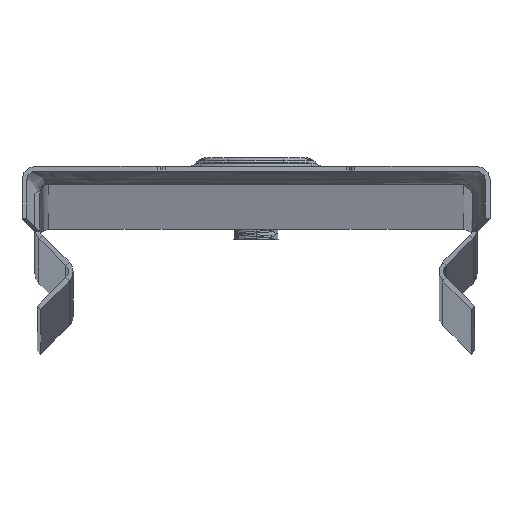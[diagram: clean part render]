
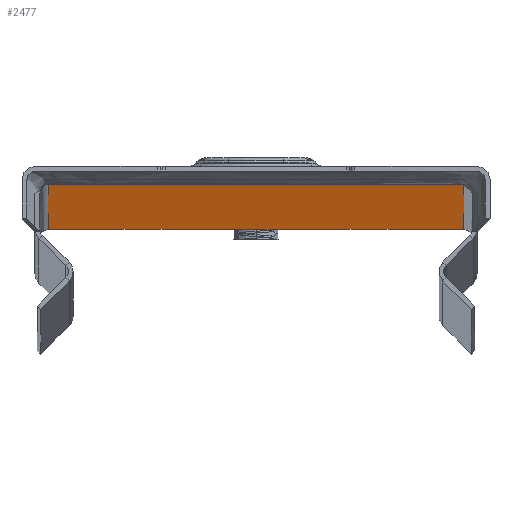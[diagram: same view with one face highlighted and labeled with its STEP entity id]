
A CAD part, top view. The second image highlights one B-rep face of the part: STEP entity #2477.
In plain terms, the highlighted planar face has unit normal (0, -1, 0).
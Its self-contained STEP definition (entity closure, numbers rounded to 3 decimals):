
#3 = CARTESIAN_POINT ( 'NONE',  ( -24., 0., -2969. ) ) ;
#273 = DIRECTION ( 'NONE',  ( 0., 0., 1. ) ) ;
#290 = CIRCLE ( 'NONE', #6036, 0.5 ) ;
#305 = CARTESIAN_POINT ( 'NONE',  ( -11.061, 0., -2968.854 ) ) ;
#325 = DIRECTION ( 'NONE',  ( -1., 0., 0. ) ) ;
#374 = DIRECTION ( 'NONE',  ( 1., 0., 0. ) ) ;
#408 = DIRECTION ( 'NONE',  ( 0., 1., 0. ) ) ;
#433 = CARTESIAN_POINT ( 'NONE',  ( 0., 0., -2955. ) ) ;
#434 = AXIS2_PLACEMENT_3D ( 'NONE', #2981, #7187, #3569 ) ;
#556 = EDGE_CURVE ( 'NONE', #5319, #2965, #7231, .T. ) ;
#612 = EDGE_CURVE ( 'NONE', #6545, #3882, #1923, .T. ) ;
#776 = AXIS2_PLACEMENT_3D ( 'NONE', #433, #408, #325 ) ;
#780 = CARTESIAN_POINT ( 'NONE',  ( -11.207, 0., -2969. ) ) ;
#826 = VECTOR ( 'NONE', #1752, 1000. ) ;
#912 = ORIENTED_EDGE ( 'NONE', *, *, #3859, .T. ) ;
#1030 = DIRECTION ( 'NONE',  ( 0., 1., 0. ) ) ;
#1093 = CARTESIAN_POINT ( 'NONE',  ( -24., 0., -2969. ) ) ;
#1125 = CARTESIAN_POINT ( 'NONE',  ( -11.414, 0., -2969. ) ) ;
#1226 = ORIENTED_EDGE ( 'NONE', *, *, #3649, .T. ) ;
#1243 = LINE ( 'NONE', #6986, #4532 ) ;
#1328 = CARTESIAN_POINT ( 'NONE',  ( 10.854, 0., -2968.646 ) ) ;
#1336 = ORIENTED_EDGE ( 'NONE', *, *, #2169, .T. ) ;
#1545 = CARTESIAN_POINT ( 'NONE',  ( -24., 0., 0. ) ) ;
#1610 = EDGE_CURVE ( 'NONE', #2965, #7763, #5051, .T. ) ;
#1642 = LINE ( 'NONE', #7320, #5315 ) ;
#1730 = DIRECTION ( 'NONE',  ( 0., 0., 1. ) ) ;
#1734 = CARTESIAN_POINT ( 'NONE',  ( 24., 0., 0. ) ) ;
#1752 = DIRECTION ( 'NONE',  ( 0., 0., 1. ) ) ;
#1923 = CIRCLE ( 'NONE', #6263, 7.3 ) ;
#2137 = VERTEX_POINT ( 'NONE', #1545 ) ;
#2147 = ORIENTED_EDGE ( 'NONE', *, *, #3877, .T. ) ;
#2169 = EDGE_CURVE ( 'NONE', #3882, #6545, #2355, .T. ) ;
#2209 = VERTEX_POINT ( 'NONE', #1734 ) ;
#2284 = ORIENTED_EDGE ( 'NONE', *, *, #1610, .T. ) ;
#2354 = CARTESIAN_POINT ( 'NONE',  ( 7.3, 0., -2955. ) ) ;
#2355 = CIRCLE ( 'NONE', #776, 7.3 ) ;
#2371 = CARTESIAN_POINT ( 'NONE',  ( -7.3, 0., -2955. ) ) ;
#2425 = CARTESIAN_POINT ( 'NONE',  ( 24., 0., -2969. ) ) ;
#2477 = ADVANCED_FACE ( 'NONE', ( #3191, #3108 ), #6556, .T. ) ;
#2494 = VERTEX_POINT ( 'NONE', #5685 ) ;
#2593 = ORIENTED_EDGE ( 'NONE', *, *, #6726, .T. ) ;
#2609 = ORIENTED_EDGE ( 'NONE', *, *, #5172, .T. ) ;
#2673 = ORIENTED_EDGE ( 'NONE', *, *, #3760, .T. ) ;
#2868 = VECTOR ( 'NONE', #3951, 1000. ) ;
#2965 = VERTEX_POINT ( 'NONE', #305 ) ;
#2981 = CARTESIAN_POINT ( 'NONE',  ( 11.414, 0., -2968.5 ) ) ;
#3108 = FACE_OUTER_BOUND ( 'NONE', #7675, .T. ) ;
#3191 = FACE_BOUND ( 'NONE', #4853, .T. ) ;
#3210 = VECTOR ( 'NONE', #7560, 1000. ) ;
#3339 = CARTESIAN_POINT ( 'NONE',  ( 25., 0., -2969. ) ) ;
#3569 = DIRECTION ( 'NONE',  ( 0., 0., -1. ) ) ;
#3649 = EDGE_CURVE ( 'NONE', #4394, #4211, #4239, .T. ) ;
#3760 = EDGE_CURVE ( 'NONE', #7763, #4394, #5087, .T. ) ;
#3778 = VERTEX_POINT ( 'NONE', #7648 ) ;
#3827 = EDGE_CURVE ( 'NONE', #6603, #2137, #6427, .T. ) ;
#3859 = EDGE_CURVE ( 'NONE', #3988, #2209, #4144, .T. ) ;
#3873 = DIRECTION ( 'NONE',  ( 0., 1., 0. ) ) ;
#3877 = EDGE_CURVE ( 'NONE', #3778, #2494, #4746, .T. ) ;
#3882 = VERTEX_POINT ( 'NONE', #2371 ) ;
#3951 = DIRECTION ( 'NONE',  ( 1., 0., 0. ) ) ;
#3988 = VERTEX_POINT ( 'NONE', #2425 ) ;
#4058 = VECTOR ( 'NONE', #1730, 1000. ) ;
#4144 = LINE ( 'NONE', #5365, #826 ) ;
#4211 = VERTEX_POINT ( 'NONE', #6183 ) ;
#4239 = LINE ( 'NONE', #7568, #2868 ) ;
#4244 = AXIS2_PLACEMENT_3D ( 'NONE', #6287, #6158, #6233 ) ;
#4394 = VERTEX_POINT ( 'NONE', #4576 ) ;
#4532 = VECTOR ( 'NONE', #374, 1000. ) ;
#4576 = CARTESIAN_POINT ( 'NONE',  ( -10.5, 0., -2968.5 ) ) ;
#4645 = CARTESIAN_POINT ( 'NONE',  ( -10.5, 0., -2969. ) ) ;
#4746 = CIRCLE ( 'NONE', #434, 0.5 ) ;
#4750 = ORIENTED_EDGE ( 'NONE', *, *, #5593, .T. ) ;
#4820 = LINE ( 'NONE', #3339, #3210 ) ;
#4853 = EDGE_LOOP ( 'NONE', ( #1336, #6329 ) ) ;
#4919 = DIRECTION ( 'NONE',  ( 0.707, 0., -0.707 ) ) ;
#4920 = CARTESIAN_POINT ( 'NONE',  ( 25., 0., -2969. ) ) ;
#4950 = EDGE_CURVE ( 'NONE', #7514, #3778, #1642, .T. ) ;
#5050 = CARTESIAN_POINT ( 'NONE',  ( -10.854, 0., -2968.646 ) ) ;
#5051 = LINE ( 'NONE', #780, #5820 ) ;
#5087 = CIRCLE ( 'NONE', #6822, 0.5 ) ;
#5172 = EDGE_CURVE ( 'NONE', #4211, #7514, #290, .T. ) ;
#5249 = DIRECTION ( 'NONE',  ( 0., 0., 1. ) ) ;
#5253 = ORIENTED_EDGE ( 'NONE', *, *, #3827, .F. ) ;
#5315 = VECTOR ( 'NONE', #4919, 1000. ) ;
#5319 = VERTEX_POINT ( 'NONE', #1125 ) ;
#5365 = CARTESIAN_POINT ( 'NONE',  ( 24., 0., -2969. ) ) ;
#5405 = DIRECTION ( 'NONE',  ( -1., 0., 0. ) ) ;
#5451 = CARTESIAN_POINT ( 'NONE',  ( 0., 0., -2955. ) ) ;
#5552 = ORIENTED_EDGE ( 'NONE', *, *, #556, .T. ) ;
#5569 = DIRECTION ( 'NONE',  ( 0., 1., 0. ) ) ;
#5593 = EDGE_CURVE ( 'NONE', #2494, #3988, #4820, .T. ) ;
#5618 = EDGE_CURVE ( 'NONE', #2137, #2209, #1243, .T. ) ;
#5685 = CARTESIAN_POINT ( 'NONE',  ( 11.414, 0., -2969. ) ) ;
#5820 = VECTOR ( 'NONE', #7025, 1000. ) ;
#6036 = AXIS2_PLACEMENT_3D ( 'NONE', #7484, #3873, #273 ) ;
#6039 = DIRECTION ( 'NONE',  ( 0., 0., -1. ) ) ;
#6122 = ORIENTED_EDGE ( 'NONE', *, *, #4950, .T. ) ;
#6127 = DIRECTION ( 'NONE',  ( 1., 0., 0. ) ) ;
#6158 = DIRECTION ( 'NONE',  ( 0., -1., 0. ) ) ;
#6183 = CARTESIAN_POINT ( 'NONE',  ( 10.5, 0., -2968.5 ) ) ;
#6233 = DIRECTION ( 'NONE',  ( 0., 0., -1. ) ) ;
#6263 = AXIS2_PLACEMENT_3D ( 'NONE', #5451, #5569, #5405 ) ;
#6287 = CARTESIAN_POINT ( 'NONE',  ( -11.414, 0., -2968.5 ) ) ;
#6299 = DIRECTION ( 'NONE',  ( 0., -1., 0. ) ) ;
#6329 = ORIENTED_EDGE ( 'NONE', *, *, #612, .T. ) ;
#6357 = CARTESIAN_POINT ( 'NONE',  ( 25., 0., -2969. ) ) ;
#6427 = LINE ( 'NONE', #1093, #4058 ) ;
#6545 = VERTEX_POINT ( 'NONE', #2354 ) ;
#6556 = PLANE ( 'NONE',  #7275 ) ;
#6603 = VERTEX_POINT ( 'NONE', #3 ) ;
#6726 = EDGE_CURVE ( 'NONE', #6603, #5319, #7624, .T. ) ;
#6786 = ORIENTED_EDGE ( 'NONE', *, *, #5618, .F. ) ;
#6822 = AXIS2_PLACEMENT_3D ( 'NONE', #4645, #1030, #5249 ) ;
#6986 = CARTESIAN_POINT ( 'NONE',  ( 25., 0., 0. ) ) ;
#7025 = DIRECTION ( 'NONE',  ( 0.707, 0., 0.707 ) ) ;
#7187 = DIRECTION ( 'NONE',  ( 0., -1., 0. ) ) ;
#7231 = CIRCLE ( 'NONE', #4244, 0.5 ) ;
#7275 = AXIS2_PLACEMENT_3D ( 'NONE', #6357, #6299, #6039 ) ;
#7320 = CARTESIAN_POINT ( 'NONE',  ( 11.207, 0., -2969. ) ) ;
#7434 = VECTOR ( 'NONE', #6127, 1000. ) ;
#7484 = CARTESIAN_POINT ( 'NONE',  ( 10.5, 0., -2969. ) ) ;
#7514 = VERTEX_POINT ( 'NONE', #1328 ) ;
#7560 = DIRECTION ( 'NONE',  ( 1., 0., 0. ) ) ;
#7568 = CARTESIAN_POINT ( 'NONE',  ( 25., 0., -2968.5 ) ) ;
#7624 = LINE ( 'NONE', #4920, #7434 ) ;
#7648 = CARTESIAN_POINT ( 'NONE',  ( 11.061, 0., -2968.854 ) ) ;
#7675 = EDGE_LOOP ( 'NONE', ( #6122, #2147, #4750, #912, #6786, #5253, #2593, #5552, #2284, #2673, #1226, #2609 ) ) ;
#7763 = VERTEX_POINT ( 'NONE', #5050 ) ;
